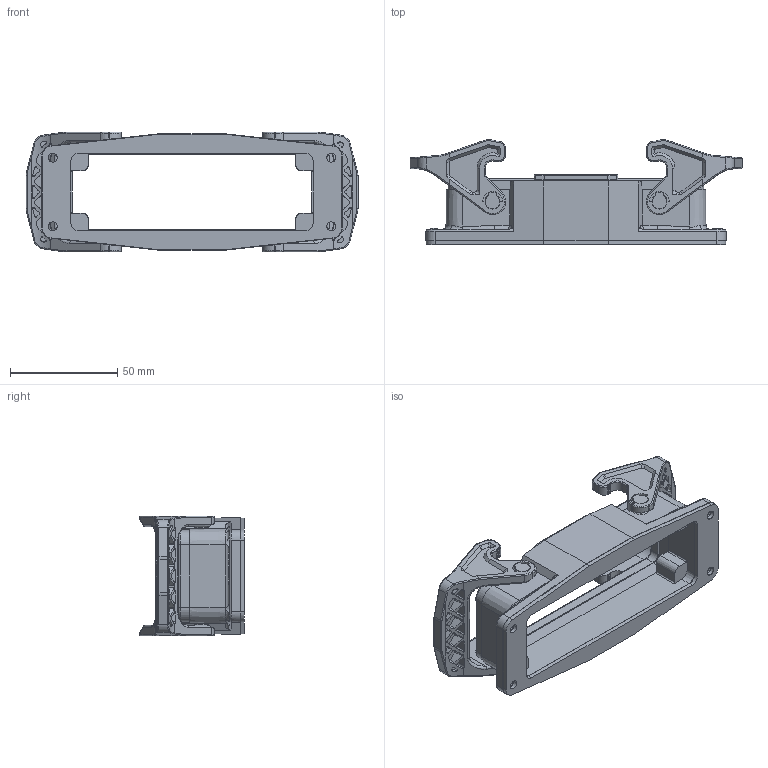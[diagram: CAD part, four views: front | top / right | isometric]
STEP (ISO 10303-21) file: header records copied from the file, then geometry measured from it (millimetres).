
FILE_DESCRIPTION((''),'2;1');
FILE_NAME('H24B_P-BK-2L_SW0001','2024-01-17T',('yp.zhu'),(''),'PRO/ENGINEER BY PARAMETRIC TECHNOLOGY CORPORATION, 2012480','PRO/ENGINEER BY PARAMETRIC TECHNOLOGY CORPORATION, 2012480','');
FILE_SCHEMA(('CONFIG_CONTROL_DESIGN'));
Length unit declared in the file: inch
Products named in the file (1): H24B_P-BK-2L_SW0001
Bounding box: 155 x 49.01 x 56 mm (x, y, z)
Volume: 83424 mm3; surface area: 41628.7 mm2
Topology: 3 solids, 3 shells, 1170 faces, 3279 edges, 2156 vertices
Faces by surface type: plane 529, cylinder 391, bspline 116, torus 68, cone 36, extrusion 30
Entity records: 43466 total; most frequent: CARTESIAN_POINT 15112, ORIENTED_EDGE 6542, DIRECTION 4958, EDGE_CURVE 3271, VERTEX_POINT 2156, VECTOR 1714, LINE 1684, AXIS2_PLACEMENT_3D 1622
